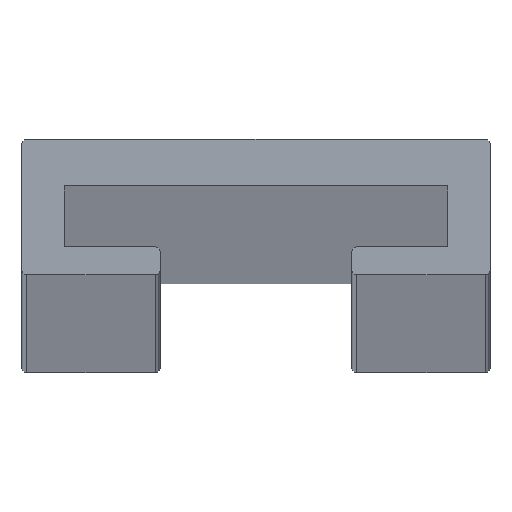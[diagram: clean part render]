
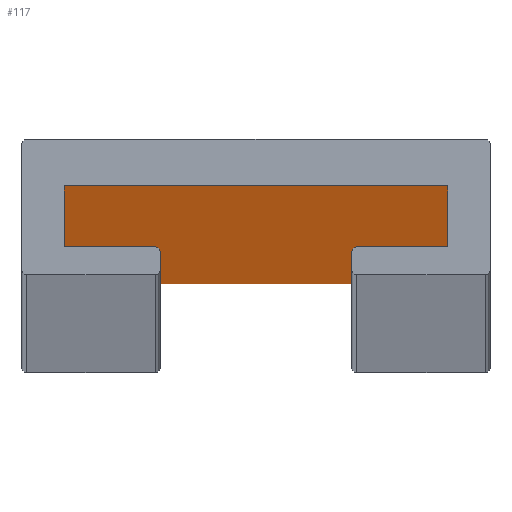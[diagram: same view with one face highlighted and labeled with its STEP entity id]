
A CAD part, top view. The second image highlights one B-rep face of the part: STEP entity #117.
In plain terms, the highlighted planar face has unit normal (0, -1, 0).
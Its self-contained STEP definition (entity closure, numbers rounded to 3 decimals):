
#17 = EDGE_CURVE ( 'NONE', #421, #393, #791, .T. ) ;
#46 = CARTESIAN_POINT ( 'NONE',  ( 12.81, 0.093, 6000. ) ) ;
#54 = CARTESIAN_POINT ( 'NONE',  ( -28.19, 0.093, 6000. ) ) ;
#71 = VECTOR ( 'NONE', #879, 1000. ) ;
#88 = VERTEX_POINT ( 'NONE', #610 ) ;
#112 = VERTEX_POINT ( 'NONE', #473 ) ;
#117 = ADVANCED_FACE ( 'NONE', ( #805 ), #696, .F. ) ;
#119 = CARTESIAN_POINT ( 'NONE',  ( -28.19, 0.093, 6000. ) ) ;
#131 = DIRECTION ( 'NONE',  ( 0., 0., -1. ) ) ;
#159 = CARTESIAN_POINT ( 'NONE',  ( 12.81, 0.093, 6000. ) ) ;
#194 = EDGE_CURVE ( 'NONE', #88, #112, #454, .T. ) ;
#249 = CARTESIAN_POINT ( 'NONE',  ( 12.81, 0.093, 0. ) ) ;
#317 = ORIENTED_EDGE ( 'NONE', *, *, #974, .F. ) ;
#351 = LINE ( 'NONE', #830, #372 ) ;
#372 = VECTOR ( 'NONE', #1006, 1000. ) ;
#377 = DIRECTION ( 'NONE',  ( 0., 0., 1. ) ) ;
#393 = VERTEX_POINT ( 'NONE', #249 ) ;
#421 = VERTEX_POINT ( 'NONE', #159 ) ;
#435 = ORIENTED_EDGE ( 'NONE', *, *, #678, .T. ) ;
#454 = LINE ( 'NONE', #119, #854 ) ;
#473 = CARTESIAN_POINT ( 'NONE',  ( -28.19, 0.093, 0. ) ) ;
#535 = DIRECTION ( 'NONE',  ( 0., 1., 0. ) ) ;
#610 = CARTESIAN_POINT ( 'NONE',  ( -28.19, 0.093, 6000. ) ) ;
#678 = EDGE_CURVE ( 'NONE', #112, #393, #351, .T. ) ;
#681 = ORIENTED_EDGE ( 'NONE', *, *, #194, .T. ) ;
#696 = PLANE ( 'NONE',  #754 ) ;
#711 = DIRECTION ( 'NONE',  ( 0., 0., -1. ) ) ;
#713 = LINE ( 'NONE', #54, #71 ) ;
#754 = AXIS2_PLACEMENT_3D ( 'NONE', #1034, #535, #377 ) ;
#791 = LINE ( 'NONE', #46, #927 ) ;
#805 = FACE_OUTER_BOUND ( 'NONE', #965, .T. ) ;
#830 = CARTESIAN_POINT ( 'NONE',  ( -28.19, 0.093, 0. ) ) ;
#854 = VECTOR ( 'NONE', #711, 1000. ) ;
#879 = DIRECTION ( 'NONE',  ( 1., 0., 0. ) ) ;
#887 = ORIENTED_EDGE ( 'NONE', *, *, #17, .F. ) ;
#927 = VECTOR ( 'NONE', #131, 1000. ) ;
#965 = EDGE_LOOP ( 'NONE', ( #435, #887, #317, #681 ) ) ;
#974 = EDGE_CURVE ( 'NONE', #88, #421, #713, .T. ) ;
#1006 = DIRECTION ( 'NONE',  ( 1., 0., 0. ) ) ;
#1034 = CARTESIAN_POINT ( 'NONE',  ( -28.19, 0.093, 6000. ) ) ;
